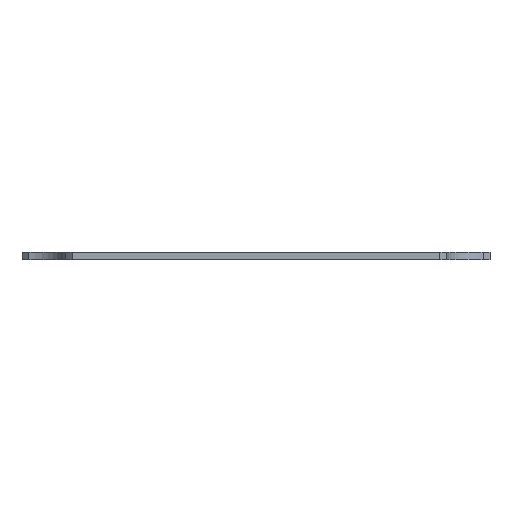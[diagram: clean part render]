
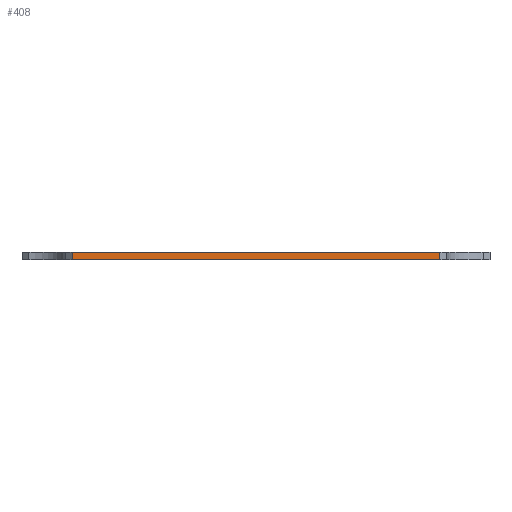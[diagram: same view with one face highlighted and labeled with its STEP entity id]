
A CAD part, front view. The second image highlights one B-rep face of the part: STEP entity #408.
In plain terms, the highlighted planar face has unit normal (0, -1, 0).
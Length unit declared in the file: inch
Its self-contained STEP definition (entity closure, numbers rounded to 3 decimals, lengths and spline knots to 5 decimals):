
#3 = CARTESIAN_POINT ( 'NONE',  ( 1.66978, -1.49606, 0.064 ) ) ;
#5 = DIRECTION ( 'NONE',  ( 0., -1., 0. ) ) ;
#9 = EDGE_CURVE ( 'NONE', #177, #422, #540, .T. ) ;
#45 = LINE ( 'NONE', #330, #387 ) ;
#55 = EDGE_CURVE ( 'NONE', #537, #651, #544, .T. ) ;
#82 = ORIENTED_EDGE ( 'NONE', *, *, #148, .T. ) ;
#144 = LINE ( 'NONE', #368, #977 ) ;
#148 = EDGE_CURVE ( 'NONE', #651, #177, #45, .T. ) ;
#163 = CARTESIAN_POINT ( 'NONE',  ( -1.66978, -1.49606, 0. ) ) ;
#166 = PLANE ( 'NONE',  #944 ) ;
#177 = VERTEX_POINT ( 'NONE', #941 ) ;
#189 = CARTESIAN_POINT ( 'NONE',  ( -1.66978, -1.49606, 0.064 ) ) ;
#217 = DIRECTION ( 'NONE',  ( 1., 0., 0. ) ) ;
#243 = DIRECTION ( 'NONE',  ( 0., 0., 1. ) ) ;
#298 = FACE_OUTER_BOUND ( 'NONE', #453, .T. ) ;
#319 = EDGE_CURVE ( 'NONE', #537, #422, #144, .T. ) ;
#330 = CARTESIAN_POINT ( 'NONE',  ( 1.73228, -1.49606, 0. ) ) ;
#331 = ORIENTED_EDGE ( 'NONE', *, *, #319, .F. ) ;
#367 = VECTOR ( 'NONE', #243, 39.37008 ) ;
#368 = CARTESIAN_POINT ( 'NONE',  ( 0., -1.49606, 0.064 ) ) ;
#369 = VECTOR ( 'NONE', #384, 39.37008 ) ;
#384 = DIRECTION ( 'NONE',  ( 0., 0., -1. ) ) ;
#387 = VECTOR ( 'NONE', #649, 39.37008 ) ;
#408 = ADVANCED_FACE ( 'NONE', ( #298 ), #166, .T. ) ;
#422 = VERTEX_POINT ( 'NONE', #520 ) ;
#426 = CARTESIAN_POINT ( 'NONE',  ( -1.66978, -1.49606, 0. ) ) ;
#453 = EDGE_LOOP ( 'NONE', ( #609, #82, #503, #331 ) ) ;
#503 = ORIENTED_EDGE ( 'NONE', *, *, #9, .T. ) ;
#520 = CARTESIAN_POINT ( 'NONE',  ( 1.66978, -1.49606, 0.064 ) ) ;
#537 = VERTEX_POINT ( 'NONE', #189 ) ;
#540 = LINE ( 'NONE', #3, #367 ) ;
#544 = LINE ( 'NONE', #163, #369 ) ;
#595 = DIRECTION ( 'NONE',  ( 0., 0., -1. ) ) ;
#609 = ORIENTED_EDGE ( 'NONE', *, *, #55, .T. ) ;
#649 = DIRECTION ( 'NONE',  ( 1., 0., 0. ) ) ;
#651 = VERTEX_POINT ( 'NONE', #426 ) ;
#747 = CARTESIAN_POINT ( 'NONE',  ( 1.73228, -1.49606, 0. ) ) ;
#941 = CARTESIAN_POINT ( 'NONE',  ( 1.66978, -1.49606, 0. ) ) ;
#944 = AXIS2_PLACEMENT_3D ( 'NONE', #747, #5, #595 ) ;
#977 = VECTOR ( 'NONE', #217, 39.37008 ) ;
